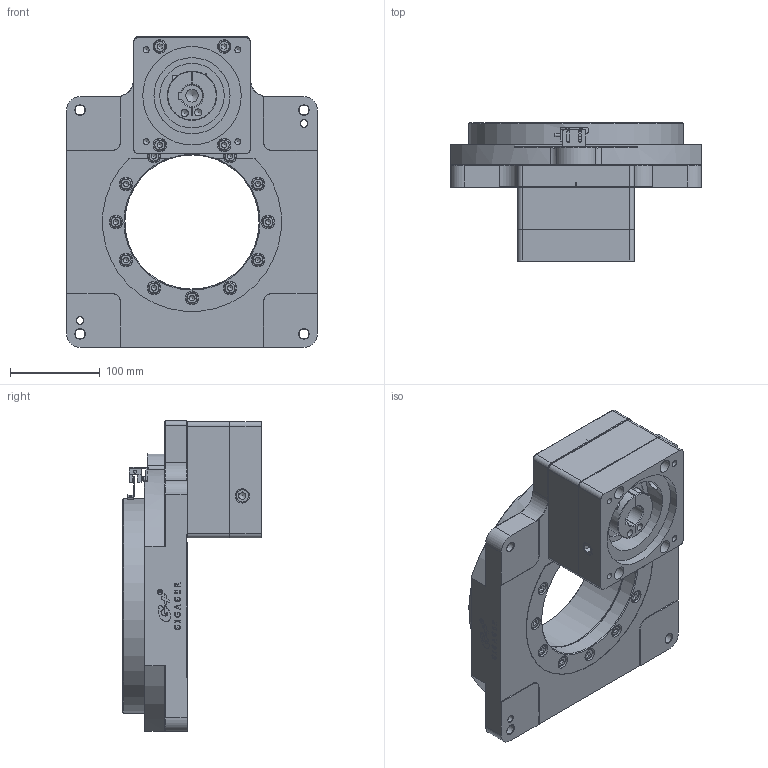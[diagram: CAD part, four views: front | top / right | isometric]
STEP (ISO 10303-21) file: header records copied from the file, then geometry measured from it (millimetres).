
FILE_DESCRIPTION (( 'STEP AP203' ), '1' );
FILE_NAME ('GSN280-10K-SV2.step', '2021-06-01T02:26:49', ( 'Microsoft' ), ( 'Microsoft' ), 'SwSTEP 2.0', 'SolidWorks 2019', '' );
FILE_SCHEMA (( 'CONFIG_CONTROL_DESIGN' ));
Length unit declared in the file: millimetre
Products named in the file (1): GSN280-10K-SV2
Bounding box: 280 x 154.5 x 347 mm (x, y, z)
Volume: 4264253.6 mm3; surface area: 640076 mm2
Topology: 35 solids, 37 shells, 1191 faces, 2812 edges, 1770 vertices
Faces by surface type: plane 633, cylinder 247, cone 163, bspline 107, torus 41
Full cylindrical faces by diameter (mm): 1.5 x1, 2.05 x4, 3 x4, 3.5 x3, 4 x2, 5.5 x2, 6.8 x33, 8 x31, 8.5 x1, 9 x16, 10.5 x4, 11 x4, 13 x21, 14 x2, 15 x16, 16 x5, 29.774 x1, 32 x1, 38 x1, 54 x1, 54.9 x1, 55 x2, 72 x1, 85 x1, 90 x2, 95 x1, 110 x1, 150 x2, 170 x1, 185 x2
Entity records: 35979 total; most frequent: CARTESIAN_POINT 10765, DIRECTION 5037, ORIENTED_EDGE 4706, EDGE_CURVE 2353, AXIS2_PLACEMENT_3D 1874, EDGE_LOOP 1708, VERTEX_POINT 1657, FACE_OUTER_BOUND 1397
